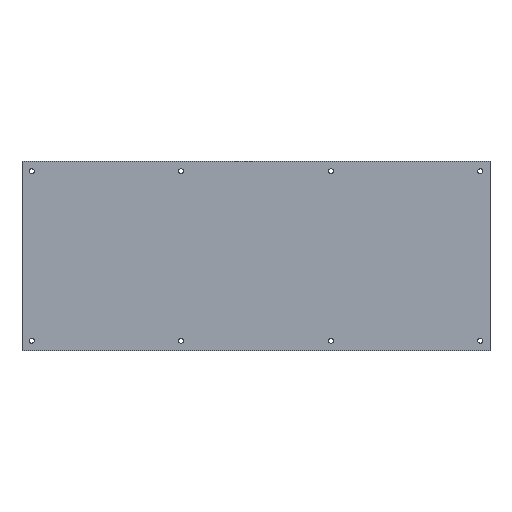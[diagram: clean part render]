
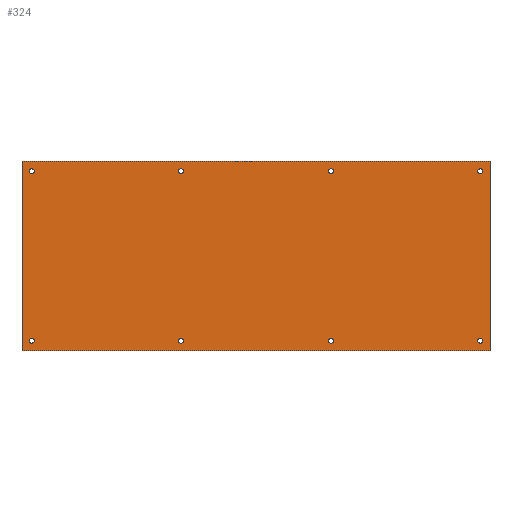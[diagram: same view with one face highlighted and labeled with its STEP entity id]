
A CAD part, top view. The second image highlights one B-rep face of the part: STEP entity #324.
In plain terms, the highlighted planar face has unit normal (0, 0, 1).
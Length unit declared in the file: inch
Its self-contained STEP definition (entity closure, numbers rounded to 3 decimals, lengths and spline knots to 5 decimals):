
#80=CARTESIAN_POINT('',(0.,0.,0.08));
#81=VERTEX_POINT('',#80);
#88=CARTESIAN_POINT('',(0.,4.85,0.08));
#89=VERTEX_POINT('',#88);
#90=CARTESIAN_POINT('',(0.,4.85,0.08));
#91=DIRECTION('',(0.,-1.,0.));
#92=VECTOR('',#91,4.85);
#93=LINE('',#90,#92);
#94=EDGE_CURVE('',#89,#81,#93,.T.);
#118=CARTESIAN_POINT('',(12.,0.,0.08));
#119=VERTEX_POINT('',#118);
#126=CARTESIAN_POINT('',(0.,0.,0.08));
#127=DIRECTION('',(1.,0.,-0.));
#128=VECTOR('',#127,12.);
#129=LINE('',#126,#128);
#130=EDGE_CURVE('',#81,#119,#129,.T.);
#149=CARTESIAN_POINT('',(12.,4.85,0.08));
#150=VERTEX_POINT('',#149);
#157=CARTESIAN_POINT('',(12.,0.,0.08));
#158=DIRECTION('',(0.,1.,0.));
#159=VECTOR('',#158,4.85);
#160=LINE('',#157,#159);
#161=EDGE_CURVE('',#119,#150,#160,.T.);
#179=CARTESIAN_POINT('',(12.,4.85,0.08));
#180=DIRECTION('',(-1.,0.,0.));
#181=VECTOR('',#180,12.);
#182=LINE('',#179,#181);
#183=EDGE_CURVE('',#150,#89,#182,.T.);
#189=CARTESIAN_POINT('',(0.,0.,0.08));
#190=DIRECTION('',(0.,0.,1.));
#191=DIRECTION('',(1.,0.,0.));
#192=AXIS2_PLACEMENT_3D('',#189,#190,#191);
#193=PLANE('',#192);
#194=CARTESIAN_POINT('',(11.8125,4.6,0.08));
#195=VERTEX_POINT('',#194);
#196=CARTESIAN_POINT('',(11.6875,4.6,0.08));
#197=VERTEX_POINT('',#196);
#198=CARTESIAN_POINT('',(11.75,4.6,0.08));
#199=DIRECTION('',(0.,0.,1.));
#200=DIRECTION('',(-1.,0.,0.));
#201=AXIS2_PLACEMENT_3D('',#198,#199,#200);
#202=CIRCLE('',#201,0.0625);
#203=EDGE_CURVE('',#195,#197,#202,.T.);
#204=ORIENTED_EDGE('',*,*,#203,.F.);
#205=CARTESIAN_POINT('',(11.75,4.6,0.08));
#206=DIRECTION('',(0.,0.,1.));
#207=DIRECTION('',(-1.,0.,0.));
#208=AXIS2_PLACEMENT_3D('',#205,#206,#207);
#209=CIRCLE('',#208,0.0625);
#210=EDGE_CURVE('',#197,#195,#209,.T.);
#211=ORIENTED_EDGE('',*,*,#210,.F.);
#212=EDGE_LOOP('',(#204,#211));
#213=FACE_BOUND('',#212,.T.);
#214=CARTESIAN_POINT('',(11.8125,0.25,0.08));
#215=VERTEX_POINT('',#214);
#216=CARTESIAN_POINT('',(11.6875,0.25,0.08));
#217=VERTEX_POINT('',#216);
#218=CARTESIAN_POINT('',(11.75,0.25,0.08));
#219=DIRECTION('',(0.,0.,1.));
#220=DIRECTION('',(-1.,0.,0.));
#221=AXIS2_PLACEMENT_3D('',#218,#219,#220);
#222=CIRCLE('',#221,0.0625);
#223=EDGE_CURVE('',#215,#217,#222,.T.);
#224=ORIENTED_EDGE('',*,*,#223,.F.);
#225=CARTESIAN_POINT('',(11.75,0.25,0.08));
#226=DIRECTION('',(0.,0.,1.));
#227=DIRECTION('',(-1.,0.,0.));
#228=AXIS2_PLACEMENT_3D('',#225,#226,#227);
#229=CIRCLE('',#228,0.0625);
#230=EDGE_CURVE('',#217,#215,#229,.T.);
#231=ORIENTED_EDGE('',*,*,#230,.F.);
#232=EDGE_LOOP('',(#224,#231));
#233=FACE_BOUND('',#232,.T.);
#234=CARTESIAN_POINT('',(7.9875,0.25,0.08));
#235=VERTEX_POINT('',#234);
#236=CARTESIAN_POINT('',(7.8625,0.25,0.08));
#237=VERTEX_POINT('',#236);
#238=CARTESIAN_POINT('',(7.925,0.25,0.08));
#239=DIRECTION('',(0.,0.,1.));
#240=DIRECTION('',(-1.,0.,0.));
#241=AXIS2_PLACEMENT_3D('',#238,#239,#240);
#242=CIRCLE('',#241,0.0625);
#243=EDGE_CURVE('',#235,#237,#242,.T.);
#244=ORIENTED_EDGE('',*,*,#243,.F.);
#245=CARTESIAN_POINT('',(7.925,0.25,0.08));
#246=DIRECTION('',(0.,0.,1.));
#247=DIRECTION('',(-1.,0.,0.));
#248=AXIS2_PLACEMENT_3D('',#245,#246,#247);
#249=CIRCLE('',#248,0.0625);
#250=EDGE_CURVE('',#237,#235,#249,.T.);
#251=ORIENTED_EDGE('',*,*,#250,.F.);
#252=EDGE_LOOP('',(#244,#251));
#253=FACE_BOUND('',#252,.T.);
#254=CARTESIAN_POINT('',(7.9875,4.6,0.08));
#255=VERTEX_POINT('',#254);
#256=CARTESIAN_POINT('',(7.8625,4.6,0.08));
#257=VERTEX_POINT('',#256);
#258=CARTESIAN_POINT('',(7.925,4.6,0.08));
#259=DIRECTION('',(0.,0.,1.));
#260=DIRECTION('',(-1.,0.,0.));
#261=AXIS2_PLACEMENT_3D('',#258,#259,#260);
#262=CIRCLE('',#261,0.0625);
#263=EDGE_CURVE('',#255,#257,#262,.T.);
#264=ORIENTED_EDGE('',*,*,#263,.F.);
#265=CARTESIAN_POINT('',(7.925,4.6,0.08));
#266=DIRECTION('',(0.,0.,1.));
#267=DIRECTION('',(-1.,0.,0.));
#268=AXIS2_PLACEMENT_3D('',#265,#266,#267);
#269=CIRCLE('',#268,0.0625);
#270=EDGE_CURVE('',#257,#255,#269,.T.);
#271=ORIENTED_EDGE('',*,*,#270,.F.);
#272=EDGE_LOOP('',(#264,#271));
#273=FACE_BOUND('',#272,.T.);
#274=CARTESIAN_POINT('',(4.1375,4.6,0.08));
#275=VERTEX_POINT('',#274);
#276=CARTESIAN_POINT('',(4.075,4.6,0.08));
#277=DIRECTION('',(0.,0.,1.));
#278=DIRECTION('',(1.,0.,-0.));
#279=AXIS2_PLACEMENT_3D('',#276,#277,#278);
#280=CIRCLE('',#279,0.0625);
#281=EDGE_CURVE('',#275,#275,#280,.T.);
#282=ORIENTED_EDGE('',*,*,#281,.F.);
#283=EDGE_LOOP('',(#282));
#284=FACE_BOUND('',#283,.T.);
#285=CARTESIAN_POINT('',(4.1375,0.25,0.08));
#286=VERTEX_POINT('',#285);
#287=CARTESIAN_POINT('',(4.075,0.25,0.08));
#288=DIRECTION('',(0.,0.,1.));
#289=DIRECTION('',(1.,0.,-0.));
#290=AXIS2_PLACEMENT_3D('',#287,#288,#289);
#291=CIRCLE('',#290,0.0625);
#292=EDGE_CURVE('',#286,#286,#291,.T.);
#293=ORIENTED_EDGE('',*,*,#292,.F.);
#294=EDGE_LOOP('',(#293));
#295=FACE_BOUND('',#294,.T.);
#296=CARTESIAN_POINT('',(0.3125,0.25,0.08));
#297=VERTEX_POINT('',#296);
#298=CARTESIAN_POINT('',(0.25,0.25,0.08));
#299=DIRECTION('',(0.,0.,1.));
#300=DIRECTION('',(1.,0.,-0.));
#301=AXIS2_PLACEMENT_3D('',#298,#299,#300);
#302=CIRCLE('',#301,0.0625);
#303=EDGE_CURVE('',#297,#297,#302,.T.);
#304=ORIENTED_EDGE('',*,*,#303,.F.);
#305=EDGE_LOOP('',(#304));
#306=FACE_BOUND('',#305,.T.);
#307=CARTESIAN_POINT('',(0.3125,4.6,0.08));
#308=VERTEX_POINT('',#307);
#309=CARTESIAN_POINT('',(0.25,4.6,0.08));
#310=DIRECTION('',(0.,0.,1.));
#311=DIRECTION('',(1.,0.,-0.));
#312=AXIS2_PLACEMENT_3D('',#309,#310,#311);
#313=CIRCLE('',#312,0.0625);
#314=EDGE_CURVE('',#308,#308,#313,.T.);
#315=ORIENTED_EDGE('',*,*,#314,.F.);
#316=EDGE_LOOP('',(#315));
#317=FACE_BOUND('',#316,.T.);
#318=ORIENTED_EDGE('',*,*,#94,.T.);
#319=ORIENTED_EDGE('',*,*,#130,.T.);
#320=ORIENTED_EDGE('',*,*,#161,.T.);
#321=ORIENTED_EDGE('',*,*,#183,.T.);
#322=EDGE_LOOP('',(#318,#319,#320,#321));
#323=FACE_BOUND('',#322,.T.);
#324=ADVANCED_FACE('',(#213,#233,#253,#273,#284,#295,#306,#317,#323),#193,.T.);
